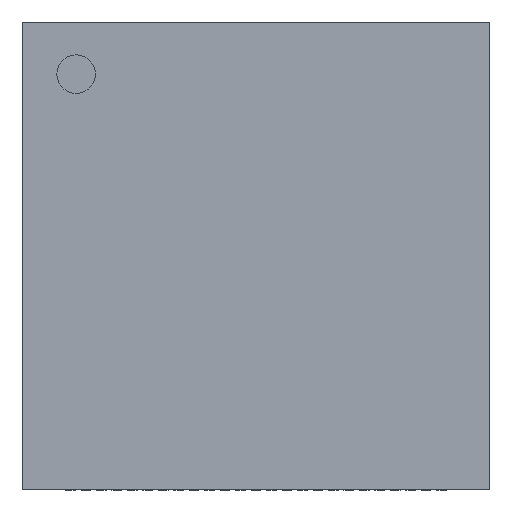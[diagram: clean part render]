
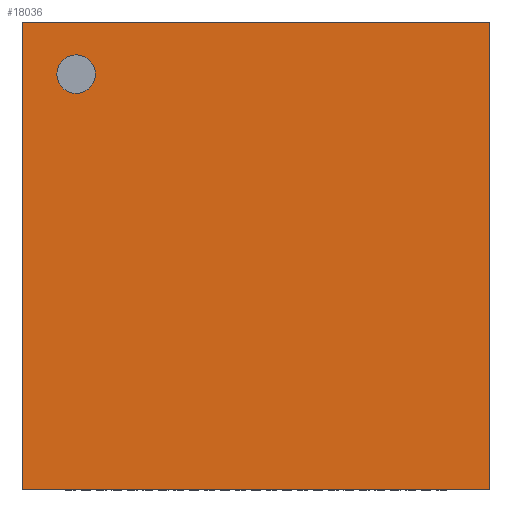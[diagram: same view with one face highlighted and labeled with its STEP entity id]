
A CAD part, top view. The second image highlights one B-rep face of the part: STEP entity #18036.
In plain terms, the highlighted planar face has unit normal (0, 0, 1).
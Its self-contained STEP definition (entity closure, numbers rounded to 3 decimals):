
#2365=LINE($,#28752,#4801);
#2374=LINE($,#28765,#4810);
#2396=LINE($,#28795,#4832);
#2397=LINE($,#28796,#4833);
#4801=VECTOR($,#23659,12.1);
#4810=VECTOR($,#23670,12.1);
#4832=VECTOR($,#23702,12.1);
#4833=VECTOR($,#23703,12.1);
#6008=PLANE($,#19269);
#6014=FACE_BOUND($,#8059,.T.);
#7034=FACE_OUTER_BOUND($,#8058,.T.);
#8058=EDGE_LOOP($,(#16395,#16396,#16397,#16398));
#8059=EDGE_LOOP($,(#16399));
#8067=CIRCLE($,#19267,0.5);
#9687=VERTEX_POINT($,#28749);
#9688=VERTEX_POINT($,#28751);
#9691=VERTEX_POINT($,#28763);
#9693=VERTEX_POINT($,#28790);
#9694=VERTEX_POINT($,#28794);
#12048=EDGE_CURVE($,#9687,#9688,#2365,.T.);
#12057=EDGE_CURVE($,#9691,#9687,#2374,.T.);
#12080=EDGE_CURVE($,#9693,#9693,#8067,.T.);
#12081=EDGE_CURVE($,#9694,#9691,#2396,.T.);
#12082=EDGE_CURVE($,#9688,#9694,#2397,.T.);
#16395=ORIENTED_EDGE($,*,*,#12048,.F.);
#16396=ORIENTED_EDGE($,*,*,#12057,.F.);
#16397=ORIENTED_EDGE($,*,*,#12081,.F.);
#16398=ORIENTED_EDGE($,*,*,#12082,.F.);
#16399=ORIENTED_EDGE($,*,*,#12080,.T.);
#18036=ADVANCED_FACE($,(#7034,#6014),#6008,.T.);
#19267=AXIS2_PLACEMENT_3D($,#28791,#23696,#23697);
#19269=AXIS2_PLACEMENT_3D($,#28793,#23700,#23701);
#23659=DIRECTION($,(0.,1.,0.));
#23670=DIRECTION($,(-1.,0.,0.));
#23696=DIRECTION('center_axis',(0.,0.,-1.));
#23697=DIRECTION('ref_axis',(-1.,0.,0.));
#23700=DIRECTION('center_axis',(0.,0.,1.));
#23701=DIRECTION('ref_axis',(1.,0.,0.));
#23702=DIRECTION($,(0.,-1.,0.));
#23703=DIRECTION($,(1.,0.,0.));
#28749=CARTESIAN_POINT('',(-6.05,-6.05,0.9));
#28751=CARTESIAN_POINT('',(-6.05,6.05,0.9));
#28752=CARTESIAN_POINT($,(-6.05,-6.05,0.9));
#28763=CARTESIAN_POINT('',(6.05,-6.05,0.9));
#28765=CARTESIAN_POINT($,(6.05,-6.05,0.9));
#28790=CARTESIAN_POINT('',(-4.15,4.7,0.9));
#28791=CARTESIAN_POINT('Origin',(-4.65,4.7,0.9));
#28793=CARTESIAN_POINT('Origin',(0.,0.,
0.9));
#28794=CARTESIAN_POINT('',(6.05,6.05,0.9));
#28795=CARTESIAN_POINT($,(6.05,6.05,0.9));
#28796=CARTESIAN_POINT($,(-6.05,6.05,0.9));
